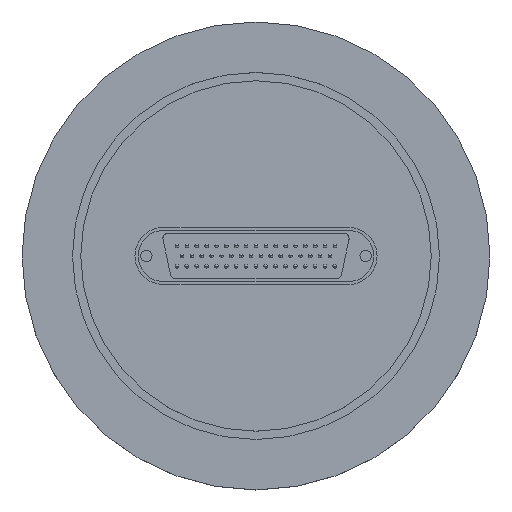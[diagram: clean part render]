
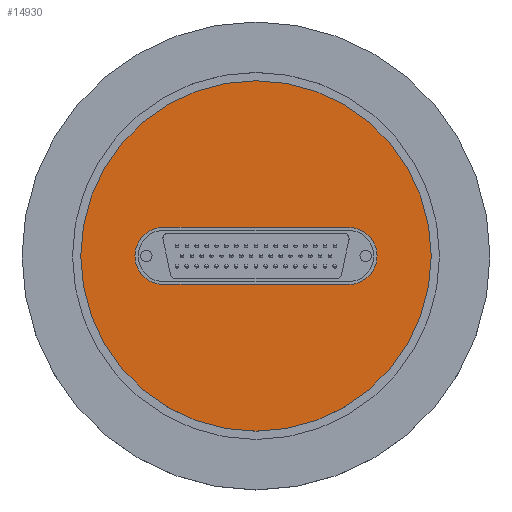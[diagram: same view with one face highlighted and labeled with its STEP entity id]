
A CAD part, top view. The second image highlights one B-rep face of the part: STEP entity #14930.
In plain terms, the highlighted planar face has unit normal (0, 0, 1).
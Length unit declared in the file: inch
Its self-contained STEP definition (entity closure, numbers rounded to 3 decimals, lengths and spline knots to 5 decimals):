
#829 = VERTEX_POINT ( 'NONE', #12833 ) ;
#1025 = CIRCLE ( 'NONE', #7526, 0.312 ) ;
#1130 = VERTEX_POINT ( 'NONE', #13075 ) ;
#1196 = VECTOR ( 'NONE', #4826, 39.37008 ) ;
#1219 = LINE ( 'NONE', #4822, #1196 ) ;
#1336 = CIRCLE ( 'NONE', #7542, 1.917 ) ;
#1433 = LINE ( 'NONE', #4923, #1488 ) ;
#1488 = VECTOR ( 'NONE', #4933, 39.37008 ) ;
#1581 = VERTEX_POINT ( 'NONE', #13008 ) ;
#1799 = ORIENTED_EDGE ( 'NONE', *, *, #9659, .F. ) ;
#1839 = ORIENTED_EDGE ( 'NONE', *, *, #7737, .F. ) ;
#1849 = ORIENTED_EDGE ( 'NONE', *, *, #7775, .F. ) ;
#1851 = ORIENTED_EDGE ( 'NONE', *, *, #7726, .F. ) ;
#1873 = ORIENTED_EDGE ( 'NONE', *, *, #9674, .F. ) ;
#1984 = ORIENTED_EDGE ( 'NONE', *, *, #7797, .F. ) ;
#2016 = ORIENTED_EDGE ( 'NONE', *, *, #7707, .F. ) ;
#2275 = VERTEX_POINT ( 'NONE', #12978 ) ;
#3420 = EDGE_LOOP ( 'NONE', ( #1873, #2016 ) ) ;
#3671 = VERTEX_POINT ( 'NONE', #7978 ) ;
#3694 = VERTEX_POINT ( 'NONE', #8972 ) ;
#3842 = VERTEX_POINT ( 'NONE', #8799 ) ;
#3991 = EDGE_LOOP ( 'NONE', ( #1849, #1851, #1799, #1839, #1984 ) ) ;
#4226 = DIRECTION ( 'NONE',  ( 1., 0., 0. ) ) ;
#4227 = DIRECTION ( 'NONE',  ( 0., 0., -1. ) ) ;
#4229 = CARTESIAN_POINT ( 'NONE',  ( 0., 0., 0.501 ) ) ;
#4261 = DIRECTION ( 'NONE',  ( 1., 0., 0. ) ) ;
#4264 = DIRECTION ( 'NONE',  ( 0., 0., 1. ) ) ;
#4267 = CARTESIAN_POINT ( 'NONE',  ( -1.013, 0., 0.501 ) ) ;
#4753 = DIRECTION ( 'NONE',  ( 1., 0., 0. ) ) ;
#4754 = DIRECTION ( 'NONE',  ( 0., 0., 1. ) ) ;
#4755 = CARTESIAN_POINT ( 'NONE',  ( 1.013, 0., 0.501 ) ) ;
#4822 = CARTESIAN_POINT ( 'NONE',  ( 1.013, -0.312, 0.501 ) ) ;
#4826 = DIRECTION ( 'NONE',  ( 1., 0., 0. ) ) ;
#4923 = CARTESIAN_POINT ( 'NONE',  ( -1.01825, 0.31196, 0.501 ) ) ;
#4933 = DIRECTION ( 'NONE',  ( -1., 0., 0. ) ) ;
#4948 = DIRECTION ( 'NONE',  ( 1., 0., 0. ) ) ;
#4949 = DIRECTION ( 'NONE',  ( 0., 0., 1. ) ) ;
#4950 = CARTESIAN_POINT ( 'NONE',  ( -1.013, 0., 0.501 ) ) ;
#5002 = DIRECTION ( 'NONE',  ( 1., 0., 0. ) ) ;
#5003 = DIRECTION ( 'NONE',  ( 0., 0., -1. ) ) ;
#5004 = CARTESIAN_POINT ( 'NONE',  ( 0., 0., 0.501 ) ) ;
#5360 = DIRECTION ( 'NONE',  ( 1., 0., 0. ) ) ;
#5361 = DIRECTION ( 'NONE',  ( 0., 0., 1. ) ) ;
#5363 = PLANE ( 'NONE',  #7001 ) ;
#5372 = CARTESIAN_POINT ( 'NONE',  ( 0., 0., 0.501 ) ) ;
#7001 = AXIS2_PLACEMENT_3D ( 'NONE', #5372, #5361, #5360 ) ;
#7474 = AXIS2_PLACEMENT_3D ( 'NONE', #4755, #4754, #4753 ) ;
#7526 = AXIS2_PLACEMENT_3D ( 'NONE', #4950, #4949, #4948 ) ;
#7542 = AXIS2_PLACEMENT_3D ( 'NONE', #5004, #5003, #5002 ) ;
#7707 = EDGE_CURVE ( 'NONE', #2275, #3671, #1336, .T. ) ;
#7726 = EDGE_CURVE ( 'NONE', #829, #3842, #1025, .T. ) ;
#7737 = EDGE_CURVE ( 'NONE', #1581, #3694, #1433, .T. ) ;
#7775 = EDGE_CURVE ( 'NONE', #3842, #1130, #1219, .T. ) ;
#7797 = EDGE_CURVE ( 'NONE', #1130, #1581, #14565, .T. ) ;
#7978 = CARTESIAN_POINT ( 'NONE',  ( -1.917, 0., 0.501 ) ) ;
#8799 = CARTESIAN_POINT ( 'NONE',  ( -1.01825, -0.31196, 0.501 ) ) ;
#8972 = CARTESIAN_POINT ( 'NONE',  ( -1.01825, 0.31196, 0.501 ) ) ;
#9659 = EDGE_CURVE ( 'NONE', #3694, #829, #14739, .T. ) ;
#9674 = EDGE_CURVE ( 'NONE', #3671, #2275, #14235, .T. ) ;
#11053 = AXIS2_PLACEMENT_3D ( 'NONE', #4229, #4227, #4226 ) ;
#11055 = AXIS2_PLACEMENT_3D ( 'NONE', #4267, #4264, #4261 ) ;
#12833 = CARTESIAN_POINT ( 'NONE',  ( -1.325, 0., 0.501 ) ) ;
#12978 = CARTESIAN_POINT ( 'NONE',  ( 1.917, 0., 0.501 ) ) ;
#13008 = CARTESIAN_POINT ( 'NONE',  ( 1.013, 0.312, 0.501 ) ) ;
#13075 = CARTESIAN_POINT ( 'NONE',  ( 1.013, -0.312, 0.501 ) ) ;
#14063 = FACE_BOUND ( 'NONE', #3991, .T. ) ;
#14235 = CIRCLE ( 'NONE', #11053, 1.917 ) ;
#14565 = CIRCLE ( 'NONE', #7474, 0.312 ) ;
#14739 = CIRCLE ( 'NONE', #11055, 0.312 ) ;
#14930 = ADVANCED_FACE ( 'NONE', ( #15175, #14063 ), #5363, .T. ) ;
#15175 = FACE_OUTER_BOUND ( 'NONE', #3420, .T. ) ;
